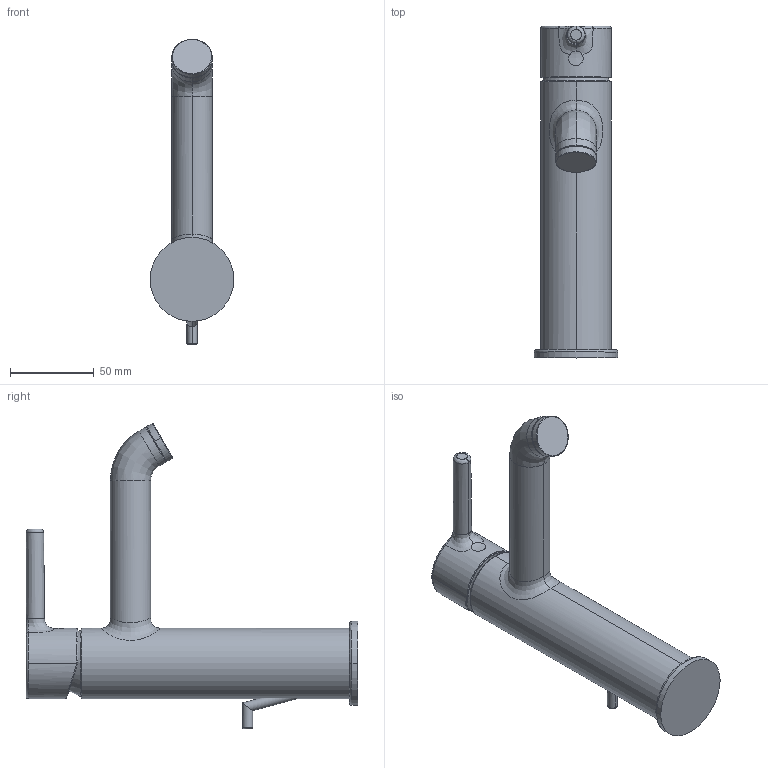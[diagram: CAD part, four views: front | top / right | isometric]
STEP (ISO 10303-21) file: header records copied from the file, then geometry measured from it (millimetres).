
FILE_DESCRIPTION (( 'STEP AP203' ), '1' );
FILE_NAME ('5456220700006(2023).STEP', '2023-09-05T10:47:36', ( '' ), ( '' ), 'SwSTEP 2.0', 'SolidWorks 2016', '' );
FILE_SCHEMA (( 'CONFIG_CONTROL_DESIGN' ));
Length unit declared in the file: millimetre
Products named in the file (1): 5456220700006(2023)
Bounding box: 50 x 197.71 x 181.97 mm (x, y, z)
Surface area: 51199.2 mm2 (no closed solid volume)
Topology: 0 solids, 6 shells, 78 faces, 161 edges, 97 vertices
Faces by surface type: bspline 40, cylinder 22, plane 16
Entity records: 9500 total; most frequent: CARTESIAN_POINT 8073, ORIENTED_EDGE 320, DIRECTION 208, EDGE_CURVE 161, VERTEX_POINT 97, AXIS2_PLACEMENT_3D 91, EDGE_LOOP 81, ADVANCED_FACE 78
